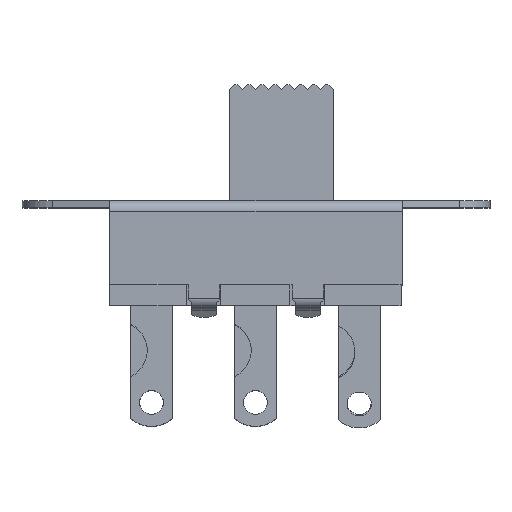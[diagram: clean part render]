
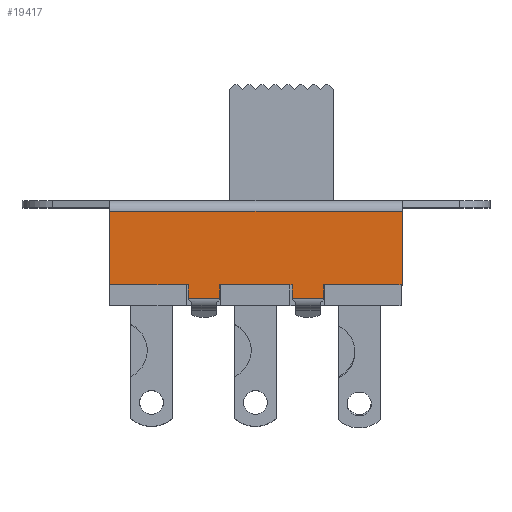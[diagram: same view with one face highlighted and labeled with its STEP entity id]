
A CAD part, top view. The second image highlights one B-rep face of the part: STEP entity #19417.
In plain terms, the highlighted planar face has unit normal (0, 0, 1).
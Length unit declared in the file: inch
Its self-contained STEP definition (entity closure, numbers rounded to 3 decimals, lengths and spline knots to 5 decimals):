
#864=PLANE('',#20927);
#1759=FACE_OUTER_BOUND('',#2795,.T.);
#2795=EDGE_LOOP('',(#16651,#16652,#16653,#16654,#16655,#16656,#16657,#16658,
#16659,#16660,#16661,#16662,#16663,#16664,#16665,#16666,#16667,#16668));
#4885=LINE('',#30450,#6917);
#4889=LINE('',#30459,#6921);
#4893=LINE('',#30468,#6925);
#5036=LINE('',#30803,#7068);
#5040=LINE('',#30810,#7072);
#5042=LINE('',#30815,#7074);
#5044=LINE('',#30820,#7076);
#5047=LINE('',#30829,#7079);
#5050=LINE('',#30836,#7082);
#5051=LINE('',#30838,#7083);
#5343=LINE('',#31514,#7375);
#5344=LINE('',#31516,#7376);
#5346=LINE('',#31520,#7378);
#5347=LINE('',#31521,#7379);
#5348=LINE('',#31523,#7380);
#5349=LINE('',#31524,#7381);
#5350=LINE('',#31526,#7382);
#5351=LINE('',#31527,#7383);
#6917=VECTOR('',#24681,0.3937);
#6921=VECTOR('',#24687,0.3937);
#6925=VECTOR('',#24693,0.3937);
#7068=VECTOR('',#25084,0.3937);
#7072=VECTOR('',#25090,0.3937);
#7074=VECTOR('',#25094,0.3937);
#7076=VECTOR('',#25100,0.3937);
#7079=VECTOR('',#25109,0.3937);
#7082=VECTOR('',#25116,0.3937);
#7083=VECTOR('',#25119,0.3937);
#7375=VECTOR('',#25713,0.3937);
#7376=VECTOR('',#25716,0.3937);
#7378=VECTOR('',#25720,0.3937);
#7379=VECTOR('',#25721,0.3937);
#7380=VECTOR('',#25722,0.3937);
#7381=VECTOR('',#25723,0.3937);
#7382=VECTOR('',#25724,0.3937);
#7383=VECTOR('',#25725,0.3937);
#8831=VERTEX_POINT('',#30448);
#8832=VERTEX_POINT('',#30449);
#8835=VERTEX_POINT('',#30457);
#8836=VERTEX_POINT('',#30458);
#8839=VERTEX_POINT('',#30466);
#8840=VERTEX_POINT('',#30467);
#8908=VERTEX_POINT('',#30802);
#8910=VERTEX_POINT('',#30808);
#8911=VERTEX_POINT('',#30812);
#8912=VERTEX_POINT('',#30814);
#8913=VERTEX_POINT('',#30818);
#8915=VERTEX_POINT('',#30826);
#8916=VERTEX_POINT('',#30828);
#8918=VERTEX_POINT('',#30834);
#9150=VERTEX_POINT('',#31506);
#9152=VERTEX_POINT('',#31519);
#9153=VERTEX_POINT('',#31522);
#9154=VERTEX_POINT('',#31525);
#11189=EDGE_CURVE('',#8831,#8832,#4885,.T.);
#11193=EDGE_CURVE('',#8835,#8836,#4889,.T.);
#11197=EDGE_CURVE('',#8839,#8840,#4893,.T.);
#11365=EDGE_CURVE('',#8840,#8908,#5036,.T.);
#11369=EDGE_CURVE('',#8910,#8839,#5040,.T.);
#11371=EDGE_CURVE('',#8912,#8911,#5042,.T.);
#11374=EDGE_CURVE('',#8913,#8835,#5044,.T.);
#11378=EDGE_CURVE('',#8916,#8915,#5047,.T.);
#11382=EDGE_CURVE('',#8918,#8831,#5050,.T.);
#11383=EDGE_CURVE('',#8832,#8915,#5051,.T.);
#11723=EDGE_CURVE('',#8836,#8911,#5343,.T.);
#11724=EDGE_CURVE('',#8908,#9150,#5344,.T.);
#11726=EDGE_CURVE('',#8910,#9152,#5346,.T.);
#11727=EDGE_CURVE('',#9152,#8912,#5347,.T.);
#11728=EDGE_CURVE('',#8913,#9153,#5348,.T.);
#11729=EDGE_CURVE('',#9153,#8916,#5349,.T.);
#11730=EDGE_CURVE('',#9154,#8918,#5350,.T.);
#11731=EDGE_CURVE('',#9154,#9150,#5351,.T.);
#16651=ORIENTED_EDGE('',*,*,#11726,.T.);
#16652=ORIENTED_EDGE('',*,*,#11727,.T.);
#16653=ORIENTED_EDGE('',*,*,#11371,.T.);
#16654=ORIENTED_EDGE('',*,*,#11723,.F.);
#16655=ORIENTED_EDGE('',*,*,#11193,.F.);
#16656=ORIENTED_EDGE('',*,*,#11374,.F.);
#16657=ORIENTED_EDGE('',*,*,#11728,.T.);
#16658=ORIENTED_EDGE('',*,*,#11729,.T.);
#16659=ORIENTED_EDGE('',*,*,#11378,.T.);
#16660=ORIENTED_EDGE('',*,*,#11383,.F.);
#16661=ORIENTED_EDGE('',*,*,#11189,.F.);
#16662=ORIENTED_EDGE('',*,*,#11382,.F.);
#16663=ORIENTED_EDGE('',*,*,#11730,.F.);
#16664=ORIENTED_EDGE('',*,*,#11731,.T.);
#16665=ORIENTED_EDGE('',*,*,#11724,.F.);
#16666=ORIENTED_EDGE('',*,*,#11365,.F.);
#16667=ORIENTED_EDGE('',*,*,#11197,.F.);
#16668=ORIENTED_EDGE('',*,*,#11369,.F.);
#19417=ADVANCED_FACE('',(#1759),#864,.T.);
#20927=AXIS2_PLACEMENT_3D('',#31518,#25718,#25719);
#24681=DIRECTION('',(-1.,0.,0.));
#24687=DIRECTION('',(-1.,0.,0.));
#24693=DIRECTION('',(-1.,0.,0.));
#25084=DIRECTION('',(-1.,0.,0.));
#25090=DIRECTION('',(-1.,0.,0.));
#25094=DIRECTION('',(0.,1.,0.));
#25100=DIRECTION('',(-1.,0.,0.));
#25109=DIRECTION('',(0.,1.,0.));
#25116=DIRECTION('',(-1.,0.,0.));
#25119=DIRECTION('',(-1.,0.,0.));
#25713=DIRECTION('',(-1.,0.,0.));
#25716=DIRECTION('',(0.,1.,0.));
#25718=DIRECTION('center_axis',(0.,0.,
1.));
#25719=DIRECTION('ref_axis',(1.,0.,0.));
#25720=DIRECTION('',(0.,-1.,0.));
#25721=DIRECTION('',(1.,0.,0.));
#25722=DIRECTION('',(0.,-1.,0.));
#25723=DIRECTION('',(1.,0.,0.));
#25724=DIRECTION('',(0.,-1.,0.));
#25725=DIRECTION('',(-1.,0.,0.));
#30448=CARTESIAN_POINT('',(0.87564,-0.66008,-0.32364));
#30449=CARTESIAN_POINT('',(0.64614,-0.66008,-0.32364));
#30450=CARTESIAN_POINT('',(0.88,-0.66008,-0.32364));
#30457=CARTESIAN_POINT('',(0.54214,-0.66008,-0.32364));
#30458=CARTESIAN_POINT('',(0.33414,-0.66008,-0.32364));
#30459=CARTESIAN_POINT('',(0.88,-0.66008,-0.32364));
#30466=CARTESIAN_POINT('',(0.23014,-0.66008,-0.32364));
#30467=CARTESIAN_POINT('',(0.00064,-0.66008,-0.32364));
#30468=CARTESIAN_POINT('',(0.88,-0.66008,-0.32364));
#30802=CARTESIAN_POINT('',(0.,-0.66008,-0.32364));
#30803=CARTESIAN_POINT('',(0.88,-0.66008,-0.32364));
#30808=CARTESIAN_POINT('',(0.237,-0.66008,-0.32364));
#30810=CARTESIAN_POINT('',(0.88,-0.66008,-0.32364));
#30812=CARTESIAN_POINT('',(0.331,-0.66008,-0.32364));
#30814=CARTESIAN_POINT('',(0.331,-0.70026,-0.32364));
#30815=CARTESIAN_POINT('',(0.331,-0.63732,-0.32364));
#30818=CARTESIAN_POINT('',(0.549,-0.66008,-0.32364));
#30820=CARTESIAN_POINT('',(0.88,-0.66008,-0.32364));
#30826=CARTESIAN_POINT('',(0.643,-0.66008,-0.32364));
#30828=CARTESIAN_POINT('',(0.643,-0.70026,-0.32364));
#30829=CARTESIAN_POINT('',(0.643,-0.63732,-0.32364));
#30834=CARTESIAN_POINT('',(0.88,-0.66008,-0.32364));
#30836=CARTESIAN_POINT('',(0.88,-0.66008,-0.32364));
#30838=CARTESIAN_POINT('',(0.88,-0.66008,-0.32364));
#31506=CARTESIAN_POINT('',(0.,-0.43852,-0.32364));
#31514=CARTESIAN_POINT('',(0.88,-0.66008,-0.32364));
#31516=CARTESIAN_POINT('',(0.,-0.66008,-0.32364));
#31518=CARTESIAN_POINT('Origin',(0.44,-0.56056,-0.32364));
#31519=CARTESIAN_POINT('',(0.237,-0.70026,-0.32364));
#31520=CARTESIAN_POINT('',(0.237,-0.60732,-0.32364));
#31521=CARTESIAN_POINT('',(0.22,-0.70026,-0.32364));
#31522=CARTESIAN_POINT('',(0.549,-0.70026,-0.32364));
#31523=CARTESIAN_POINT('',(0.549,-0.60732,-0.32364));
#31524=CARTESIAN_POINT('',(0.22,-0.70026,-0.32364));
#31525=CARTESIAN_POINT('',(0.88,-0.43852,-0.32364));
#31526=CARTESIAN_POINT('',(0.88,-0.52921,-0.32364));
#31527=CARTESIAN_POINT('',(0.44,-0.43852,-0.32364));
